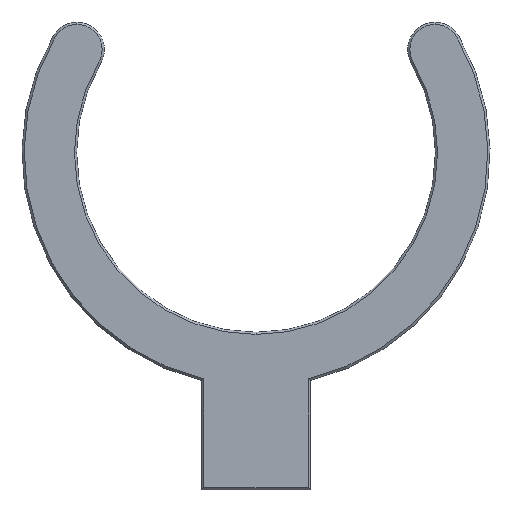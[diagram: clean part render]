
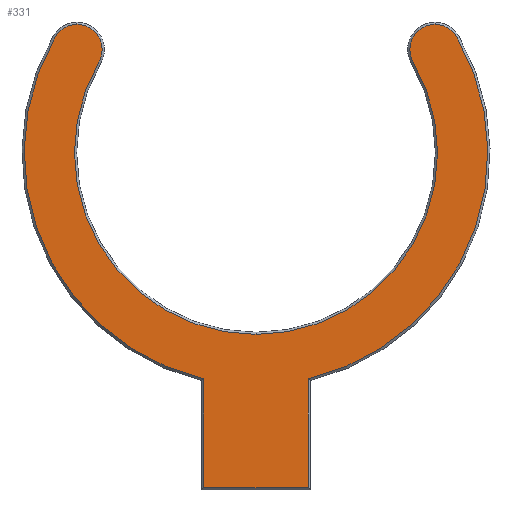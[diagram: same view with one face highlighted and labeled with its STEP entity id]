
A CAD part, front view. The second image highlights one B-rep face of the part: STEP entity #331.
In plain terms, the highlighted planar face has unit normal (0, -1, 0).
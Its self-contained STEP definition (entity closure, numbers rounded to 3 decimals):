
#2 = VERTEX_POINT ( 'NONE', #463 ) ;
#24 = DIRECTION ( 'NONE',  ( 0., 0., 1. ) ) ;
#47 = ORIENTED_EDGE ( 'NONE', *, *, #126, .T. ) ;
#52 = AXIS2_PLACEMENT_3D ( 'NONE', #623, #632, #24 ) ;
#65 = DIRECTION ( 'NONE',  ( 0., -1., 0. ) ) ;
#75 = CARTESIAN_POINT ( 'NONE',  ( -4.8, 0., -20.649 ) ) ;
#77 = CIRCLE ( 'NONE', #91, 2.3 ) ;
#79 = DIRECTION ( 'NONE',  ( 0., 0., 1. ) ) ;
#91 = AXIS2_PLACEMENT_3D ( 'NONE', #818, #223, #498 ) ;
#106 = EDGE_CURVE ( 'NONE', #129, #161, #474, .T. ) ;
#116 = DIRECTION ( 'NONE',  ( 0., 0., 1. ) ) ;
#119 = CARTESIAN_POINT ( 'NONE',  ( 0., 0., 0. ) ) ;
#122 = VERTEX_POINT ( 'NONE', #670 ) ;
#126 = EDGE_CURVE ( 'NONE', #230, #122, #395, .T. ) ;
#129 = VERTEX_POINT ( 'NONE', #75 ) ;
#134 = CIRCLE ( 'NONE', #314, 21.2 ) ;
#150 = DIRECTION ( 'NONE',  ( 0., 0., 1. ) ) ;
#153 = ORIENTED_EDGE ( 'NONE', *, *, #829, .T. ) ;
#161 = VERTEX_POINT ( 'NONE', #232 ) ;
#200 = CARTESIAN_POINT ( 'NONE',  ( -14.376, 0., 8.3 ) ) ;
#202 = VERTEX_POINT ( 'NONE', #563 ) ;
#221 = ORIENTED_EDGE ( 'NONE', *, *, #597, .T. ) ;
#223 = DIRECTION ( 'NONE',  ( 0., -1., 0. ) ) ;
#230 = VERTEX_POINT ( 'NONE', #431 ) ;
#232 = CARTESIAN_POINT ( 'NONE',  ( -4.8, 0., -30.608 ) ) ;
#240 = DIRECTION ( 'NONE',  ( 0., -1., 0. ) ) ;
#248 = DIRECTION ( 'NONE',  ( 0., 1., 0. ) ) ;
#264 = ORIENTED_EDGE ( 'NONE', *, *, #838, .T. ) ;
#269 = CARTESIAN_POINT ( 'NONE',  ( 16.368, 0., 9.45 ) ) ;
#279 = CARTESIAN_POINT ( 'NONE',  ( -4.8, 0., 0. ) ) ;
#298 = DIRECTION ( 'NONE',  ( 0., 1., 0. ) ) ;
#301 = CIRCLE ( 'NONE', #644, 2.3 ) ;
#309 = EDGE_LOOP ( 'NONE', ( #836, #520, #765, #221, #264, #596, #661, #153, #491, #47, #602 ) ) ;
#311 = VERTEX_POINT ( 'NONE', #780 ) ;
#314 = AXIS2_PLACEMENT_3D ( 'NONE', #832, #240, #524 ) ;
#322 = EDGE_CURVE ( 'NONE', #505, #414, #447, .T. ) ;
#331 = ADVANCED_FACE ( 'NONE', ( #712 ), #519, .F. ) ;
#332 = CARTESIAN_POINT ( 'NONE',  ( 0., 0., -16.6 ) ) ;
#336 = EDGE_CURVE ( 'NONE', #414, #202, #690, .T. ) ;
#339 = VECTOR ( 'NONE', #79, 1000. ) ;
#355 = DIRECTION ( 'NONE',  ( 1., 0., 0. ) ) ;
#376 = VECTOR ( 'NONE', #355, 1000. ) ;
#382 = DIRECTION ( 'NONE',  ( 0., 0., 1. ) ) ;
#395 = CIRCLE ( 'NONE', #499, 2.3 ) ;
#414 = VERTEX_POINT ( 'NONE', #200 ) ;
#431 = CARTESIAN_POINT ( 'NONE',  ( 18.36, 0., 10.6 ) ) ;
#432 = CARTESIAN_POINT ( 'NONE',  ( 4.8, 0., 0. ) ) ;
#441 = DIRECTION ( 'NONE',  ( 0., 0., 1. ) ) ;
#447 = CIRCLE ( 'NONE', #591, 16.6 ) ;
#463 = CARTESIAN_POINT ( 'NONE',  ( 4.8, 0., -20.649 ) ) ;
#468 = CIRCLE ( 'NONE', #616, 16.6 ) ;
#474 = LINE ( 'NONE', #279, #849 ) ;
#491 = ORIENTED_EDGE ( 'NONE', *, *, #687, .T. ) ;
#498 = DIRECTION ( 'NONE',  ( 0., 0., 1. ) ) ;
#499 = AXIS2_PLACEMENT_3D ( 'NONE', #269, #796, #733 ) ;
#505 = VERTEX_POINT ( 'NONE', #332 ) ;
#519 = PLANE ( 'NONE',  #706 ) ;
#520 = ORIENTED_EDGE ( 'NONE', *, *, #322, .T. ) ;
#524 = DIRECTION ( 'NONE',  ( 0., 0., 1. ) ) ;
#554 = CARTESIAN_POINT ( 'NONE',  ( 0., 0., 0. ) ) ;
#561 = LINE ( 'NONE', #432, #339 ) ;
#563 = CARTESIAN_POINT ( 'NONE',  ( -16.368, 0., 11.75 ) ) ;
#588 = DIRECTION ( 'NONE',  ( 0., 1., 0. ) ) ;
#591 = AXIS2_PLACEMENT_3D ( 'NONE', #119, #588, #773 ) ;
#596 = ORIENTED_EDGE ( 'NONE', *, *, #106, .T. ) ;
#597 = EDGE_CURVE ( 'NONE', #202, #710, #301, .T. ) ;
#602 = ORIENTED_EDGE ( 'NONE', *, *, #703, .T. ) ;
#616 = AXIS2_PLACEMENT_3D ( 'NONE', #554, #298, #150 ) ;
#623 = CARTESIAN_POINT ( 'NONE',  ( 0., 0., 0. ) ) ;
#632 = DIRECTION ( 'NONE',  ( 0., -1., 0. ) ) ;
#638 = CARTESIAN_POINT ( 'NONE',  ( 0., 0., -30.608 ) ) ;
#643 = CARTESIAN_POINT ( 'NONE',  ( -16.368, 0., 9.45 ) ) ;
#644 = AXIS2_PLACEMENT_3D ( 'NONE', #643, #704, #441 ) ;
#653 = CARTESIAN_POINT ( 'NONE',  ( -16.368, 0., 9.45 ) ) ;
#661 = ORIENTED_EDGE ( 'NONE', *, *, #725, .T. ) ;
#670 = CARTESIAN_POINT ( 'NONE',  ( 16.368, 0., 11.75 ) ) ;
#676 = CIRCLE ( 'NONE', #52, 21.2 ) ;
#686 = CARTESIAN_POINT ( 'NONE',  ( 14.376, 0., 8.3 ) ) ;
#687 = EDGE_CURVE ( 'NONE', #2, #230, #134, .T. ) ;
#690 = CIRCLE ( 'NONE', #784, 2.3 ) ;
#693 = LINE ( 'NONE', #638, #376 ) ;
#703 = EDGE_CURVE ( 'NONE', #122, #831, #77, .T. ) ;
#704 = DIRECTION ( 'NONE',  ( 0., -1., 0. ) ) ;
#706 = AXIS2_PLACEMENT_3D ( 'NONE', #777, #248, #382 ) ;
#710 = VERTEX_POINT ( 'NONE', #825 ) ;
#712 = FACE_OUTER_BOUND ( 'NONE', #309, .T. ) ;
#725 = EDGE_CURVE ( 'NONE', #161, #311, #693, .T. ) ;
#733 = DIRECTION ( 'NONE',  ( 0., 0., 1. ) ) ;
#746 = DIRECTION ( 'NONE',  ( 0., 0., -1. ) ) ;
#765 = ORIENTED_EDGE ( 'NONE', *, *, #336, .T. ) ;
#767 = EDGE_CURVE ( 'NONE', #831, #505, #468, .T. ) ;
#773 = DIRECTION ( 'NONE',  ( 0., 0., 1. ) ) ;
#777 = CARTESIAN_POINT ( 'NONE',  ( 0., 0., 0. ) ) ;
#780 = CARTESIAN_POINT ( 'NONE',  ( 4.8, 0., -30.608 ) ) ;
#784 = AXIS2_PLACEMENT_3D ( 'NONE', #653, #65, #116 ) ;
#796 = DIRECTION ( 'NONE',  ( 0., -1., 0. ) ) ;
#818 = CARTESIAN_POINT ( 'NONE',  ( 16.368, 0., 9.45 ) ) ;
#825 = CARTESIAN_POINT ( 'NONE',  ( -18.36, 0., 10.6 ) ) ;
#829 = EDGE_CURVE ( 'NONE', #311, #2, #561, .T. ) ;
#831 = VERTEX_POINT ( 'NONE', #686 ) ;
#832 = CARTESIAN_POINT ( 'NONE',  ( 0., 0., 0. ) ) ;
#836 = ORIENTED_EDGE ( 'NONE', *, *, #767, .T. ) ;
#838 = EDGE_CURVE ( 'NONE', #710, #129, #676, .T. ) ;
#849 = VECTOR ( 'NONE', #746, 1000. ) ;
